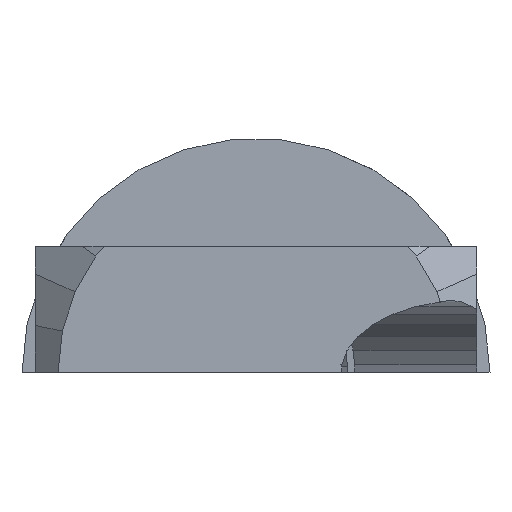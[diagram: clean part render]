
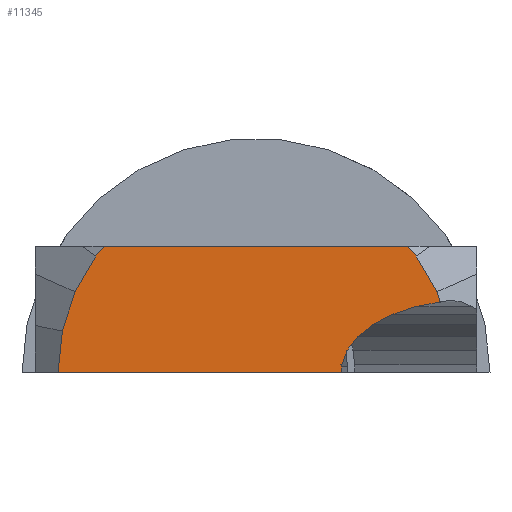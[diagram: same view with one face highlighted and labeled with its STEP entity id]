
A CAD part, front view. The second image highlights one B-rep face of the part: STEP entity #11345.
In plain terms, the highlighted planar face has unit normal (0, -1, 0).
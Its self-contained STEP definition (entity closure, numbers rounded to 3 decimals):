
#6586 = VERTEX_POINT('',#6587);
#6587 = CARTESIAN_POINT('',(-3.418,-26.,35.));
#6622 = EDGE_CURVE('',#6586,#6623,#6625,.T.);
#6623 = VERTEX_POINT('',#6624);
#6624 = CARTESIAN_POINT('',(13.418,-26.,35.));
#6625 = LINE('',#6626,#6627);
#6626 = CARTESIAN_POINT('',(-7.25,-26.,35.));
#6627 = VECTOR('',#6628,1.);
#6628 = DIRECTION('',(1.,0.,0.));
#7218 = VERTEX_POINT('',#7219);
#7219 = CARTESIAN_POINT('',(15.049,-26.,32.474));
#7224 = EDGE_CURVE('',#7225,#7218,#7227,.T.);
#7225 = VERTEX_POINT('',#7226);
#7226 = CARTESIAN_POINT('',(15.233,-26.,31.908));
#7227 = LINE('',#7228,#7229);
#7228 = CARTESIAN_POINT('',(15.76,-26.,30.287));
#7229 = VECTOR('',#7230,1.);
#7230 = DIRECTION('',(-0.309,0.,
    0.951));
#7666 = VERTEX_POINT('',#7667);
#7667 = CARTESIAN_POINT('',(13.899,-26.,34.466));
#7672 = EDGE_CURVE('',#7218,#7666,#7673,.T.);
#7673 = LINE('',#7674,#7675);
#7674 = CARTESIAN_POINT('',(15.049,-26.,32.474));
#7675 = VECTOR('',#7676,1.);
#7676 = DIRECTION('',(-0.5,0.,0.866));
#7740 = EDGE_CURVE('',#7225,#7741,#7743,.T.);
#7741 = VERTEX_POINT('',#7742);
#7742 = CARTESIAN_POINT('',(13.87,-26.,31.654));
#7743 = LINE('',#7744,#7745);
#7744 = CARTESIAN_POINT('',(3.312,-26.,29.686));
#7745 = VECTOR('',#7746,1.);
#7746 = DIRECTION('',(-0.983,0.,
    -0.183));
#7764 = EDGE_CURVE('',#7741,#7765,#7767,.T.);
#7765 = VERTEX_POINT('',#7766);
#7766 = CARTESIAN_POINT('',(12.608,-26.,31.236));
#7767 = LINE('',#7768,#7769);
#7768 = CARTESIAN_POINT('',(3.559,-26.,28.24));
#7769 = VECTOR('',#7770,1.);
#7770 = DIRECTION('',(-0.949,0.,-0.314
    ));
#7788 = EDGE_CURVE('',#7765,#7789,#7791,.T.);
#7789 = VERTEX_POINT('',#7790);
#7790 = CARTESIAN_POINT('',(11.524,-26.,30.677));
#7791 = LINE('',#7792,#7793);
#7792 = CARTESIAN_POINT('',(4.226,-26.,26.907));
#7793 = VECTOR('',#7794,1.);
#7794 = DIRECTION('',(-0.889,0.,
    -0.459));
#7812 = EDGE_CURVE('',#7789,#7813,#7815,.T.);
#7813 = VERTEX_POINT('',#7814);
#7814 = CARTESIAN_POINT('',(10.667,-26.,30.));
#7815 = LINE('',#7816,#7817);
#7816 = CARTESIAN_POINT('',(5.405,-26.,25.846));
#7817 = VECTOR('',#7818,1.);
#7818 = DIRECTION('',(-0.785,0.,
    -0.62));
#7836 = EDGE_CURVE('',#7813,#7837,#7839,.T.);
#7837 = VERTEX_POINT('',#7838);
#7838 = CARTESIAN_POINT('',(10.074,-26.,29.236));
#7839 = LINE('',#7840,#7841);
#7840 = CARTESIAN_POINT('',(7.115,-26.,25.423));
#7841 = VECTOR('',#7842,1.);
#7842 = DIRECTION('',(-0.613,0.,
    -0.79));
#7860 = EDGE_CURVE('',#7837,#7861,#7863,.T.);
#7861 = VERTEX_POINT('',#7862);
#7862 = CARTESIAN_POINT('',(9.771,-26.,28.418));
#7863 = LINE('',#7864,#7865);
#7864 = CARTESIAN_POINT('',(8.947,-26.,26.195));
#7865 = VECTOR('',#7866,1.);
#7866 = DIRECTION('',(-0.347,0.,
    -0.938));
#7884 = EDGE_CURVE('',#7861,#7885,#7887,.T.);
#7885 = VERTEX_POINT('',#7886);
#7886 = CARTESIAN_POINT('',(9.771,-26.,28.));
#7887 = LINE('',#7888,#7889);
#7888 = CARTESIAN_POINT('',(9.771,-26.,28.209));
#7889 = VECTOR('',#7890,1.);
#7890 = DIRECTION('',(0.,0.,-1.));
#7917 = VERTEX_POINT('',#7918);
#7918 = CARTESIAN_POINT('',(-6.,-26.,28.));
#7923 = EDGE_CURVE('',#7917,#7885,#7924,.T.);
#7924 = LINE('',#7925,#7926);
#7925 = CARTESIAN_POINT('',(-7.25,-26.,28.));
#7926 = VECTOR('',#7927,1.);
#7927 = DIRECTION('',(1.,0.,0.));
#11292 = VERTEX_POINT('',#11293);
#11293 = CARTESIAN_POINT('',(-3.899,-26.,34.466));
#11301 = VERTEX_POINT('',#11302);
#11302 = CARTESIAN_POINT('',(-5.049,-26.,32.474));
#11307 = EDGE_CURVE('',#11292,#11301,#11308,.T.);
#11308 = LINE('',#11309,#11310);
#11309 = CARTESIAN_POINT('',(-3.899,-26.,34.466));
#11310 = VECTOR('',#11311,1.);
#11311 = DIRECTION('',(-0.5,0.,-0.866));
#11335 = EDGE_CURVE('',#6586,#11292,#11336,.T.);
#11336 = LINE('',#11337,#11338);
#11337 = CARTESIAN_POINT('',(-2.36,-26.,36.175));
#11338 = VECTOR('',#11339,1.);
#11339 = DIRECTION('',(-0.669,0.,
    -0.743));
#11345 = ADVANCED_FACE('',(#11346),#11381,.F.);
#11346 = FACE_BOUND('',#11347,.F.);
#11347 = EDGE_LOOP('',(#11348,#11349,#11350,#11358,#11364,#11365,#11366,
    #11367,#11373,#11374,#11375,#11376,#11377,#11378,#11379,#11380));
#11348 = ORIENTED_EDGE('',*,*,#7884,.T.);
#11349 = ORIENTED_EDGE('',*,*,#7923,.F.);
#11350 = ORIENTED_EDGE('',*,*,#11351,.F.);
#11351 = EDGE_CURVE('',#11352,#7917,#11354,.T.);
#11352 = VERTEX_POINT('',#11353);
#11353 = CARTESIAN_POINT('',(-5.76,-26.,30.287));
#11354 = LINE('',#11355,#11356);
#11355 = CARTESIAN_POINT('',(-5.76,-26.,30.287));
#11356 = VECTOR('',#11357,1.);
#11357 = DIRECTION('',(-0.105,0.,
    -0.995));
#11358 = ORIENTED_EDGE('',*,*,#11359,.F.);
#11359 = EDGE_CURVE('',#11301,#11352,#11360,.T.);
#11360 = LINE('',#11361,#11362);
#11361 = CARTESIAN_POINT('',(-5.049,-26.,32.474));
#11362 = VECTOR('',#11363,1.);
#11363 = DIRECTION('',(-0.309,0.,
    -0.951));
#11364 = ORIENTED_EDGE('',*,*,#11307,.F.);
#11365 = ORIENTED_EDGE('',*,*,#11335,.F.);
#11366 = ORIENTED_EDGE('',*,*,#6622,.T.);
#11367 = ORIENTED_EDGE('',*,*,#11368,.F.);
#11368 = EDGE_CURVE('',#7666,#6623,#11369,.T.);
#11369 = LINE('',#11370,#11371);
#11370 = CARTESIAN_POINT('',(13.899,-26.,34.466));
#11371 = VECTOR('',#11372,1.);
#11372 = DIRECTION('',(-0.669,0.,
    0.743));
#11373 = ORIENTED_EDGE('',*,*,#7672,.F.);
#11374 = ORIENTED_EDGE('',*,*,#7224,.F.);
#11375 = ORIENTED_EDGE('',*,*,#7740,.T.);
#11376 = ORIENTED_EDGE('',*,*,#7764,.T.);
#11377 = ORIENTED_EDGE('',*,*,#7788,.T.);
#11378 = ORIENTED_EDGE('',*,*,#7812,.T.);
#11379 = ORIENTED_EDGE('',*,*,#7836,.T.);
#11380 = ORIENTED_EDGE('',*,*,#7860,.T.);
#11381 = PLANE('',#11382);
#11382 = AXIS2_PLACEMENT_3D('',#11383,#11384,#11385);
#11383 = CARTESIAN_POINT('',(16.,-26.,28.));
#11384 = DIRECTION('',(0.,1.,0.));
#11385 = DIRECTION('',(-1.,0.,0.));
